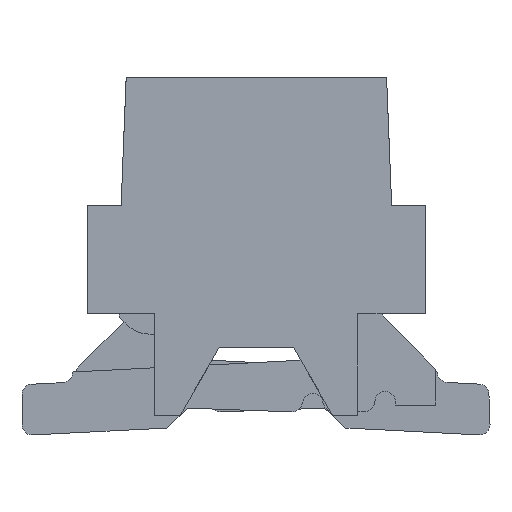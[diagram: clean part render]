
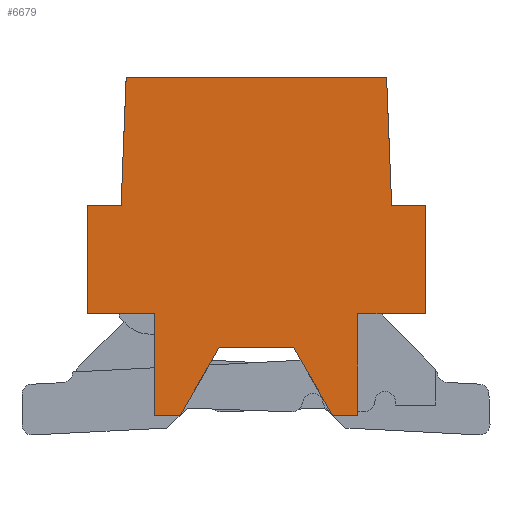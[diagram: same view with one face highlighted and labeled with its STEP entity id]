
A CAD part, left-side view. The second image highlights one B-rep face of the part: STEP entity #6679.
In plain terms, the highlighted planar face has unit normal (-1, 0, 0).
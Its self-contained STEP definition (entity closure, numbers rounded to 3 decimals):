
#134=DIRECTION('',(0.,-0.039,-0.999));
#135=VECTOR('',#134,1.901);
#136=CARTESIAN_POINT('',(-6.045,-1.925,0.));
#137=LINE('',#136,#135);
#138=DIRECTION('',(0.,-1.,0.));
#139=VECTOR('',#138,0.5);
#140=CARTESIAN_POINT('',(-6.045,-2.,-1.9));
#141=LINE('',#140,#139);
#142=DIRECTION('',(0.,0.,-1.));
#143=VECTOR('',#142,1.6);
#144=CARTESIAN_POINT('',(-6.045,-2.5,-1.9));
#145=LINE('',#144,#143);
#146=DIRECTION('',(0.,1.,0.));
#147=VECTOR('',#146,1.);
#148=CARTESIAN_POINT('',(-6.045,-2.5,-3.5));
#149=LINE('',#148,#147);
#150=DIRECTION('',(0.,0.,-1.));
#151=VECTOR('',#150,1.5);
#152=CARTESIAN_POINT('',(-6.045,-1.5,-3.5));
#153=LINE('',#152,#151);
#154=DIRECTION('',(0.,1.,0.));
#155=VECTOR('',#154,0.373);
#156=CARTESIAN_POINT('',(-6.045,-1.5,-5.));
#157=LINE('',#156,#155);
#158=DIRECTION('',(0.,0.5,0.866));
#159=VECTOR('',#158,1.155);
#160=CARTESIAN_POINT('',(-6.045,-1.127,-5.));
#161=LINE('',#160,#159);
#162=DIRECTION('',(0.,1.,0.));
#163=VECTOR('',#162,1.1);
#164=CARTESIAN_POINT('',(-6.045,-0.55,-4.));
#165=LINE('',#164,#163);
#166=DIRECTION('',(0.,0.5,-0.866));
#167=VECTOR('',#166,1.155);
#168=CARTESIAN_POINT('',(-6.045,0.55,-4.));
#169=LINE('',#168,#167);
#170=DIRECTION('',(0.,1.,0.));
#171=VECTOR('',#170,0.373);
#172=CARTESIAN_POINT('',(-6.045,1.127,-5.));
#173=LINE('',#172,#171);
#174=DIRECTION('',(0.,0.,1.));
#175=VECTOR('',#174,1.5);
#176=CARTESIAN_POINT('',(-6.045,1.5,-5.));
#177=LINE('',#176,#175);
#178=DIRECTION('',(0.,1.,0.));
#179=VECTOR('',#178,1.);
#180=CARTESIAN_POINT('',(-6.045,1.5,-3.5));
#181=LINE('',#180,#179);
#182=DIRECTION('',(0.,0.,1.));
#183=VECTOR('',#182,1.6);
#184=CARTESIAN_POINT('',(-6.045,2.5,-3.5));
#185=LINE('',#184,#183);
#186=DIRECTION('',(0.,-1.,0.));
#187=VECTOR('',#186,0.5);
#188=CARTESIAN_POINT('',(-6.045,2.5,-1.9));
#189=LINE('',#188,#187);
#190=DIRECTION('',(0.,-0.039,0.999));
#191=VECTOR('',#190,1.901);
#192=CARTESIAN_POINT('',(-6.045,2.,-1.9));
#193=LINE('',#192,#191);
#194=DIRECTION('',(0.,-1.,0.));
#195=VECTOR('',#194,3.85);
#196=CARTESIAN_POINT('',(-6.045,1.925,0.));
#197=LINE('',#196,#195);
#5052=CARTESIAN_POINT('',(-6.045,-1.925,0.));
#5053=CARTESIAN_POINT('',(-6.045,-2.,-1.9));
#5054=VERTEX_POINT('',#5052);
#5055=VERTEX_POINT('',#5053);
#5056=CARTESIAN_POINT('',(-6.045,-2.5,-1.9));
#5057=VERTEX_POINT('',#5056);
#5058=CARTESIAN_POINT('',(-6.045,-2.5,-3.5));
#5059=VERTEX_POINT('',#5058);
#5060=CARTESIAN_POINT('',(-6.045,-1.5,-3.5));
#5061=VERTEX_POINT('',#5060);
#5062=CARTESIAN_POINT('',(-6.045,-1.5,-5.));
#5063=VERTEX_POINT('',#5062);
#5064=CARTESIAN_POINT('',(-6.045,-1.127,-5.));
#5065=VERTEX_POINT('',#5064);
#5066=CARTESIAN_POINT('',(-6.045,-0.55,-4.));
#5067=VERTEX_POINT('',#5066);
#5068=CARTESIAN_POINT('',(-6.045,0.55,-4.));
#5069=VERTEX_POINT('',#5068);
#5070=CARTESIAN_POINT('',(-6.045,1.127,-5.));
#5071=VERTEX_POINT('',#5070);
#5072=CARTESIAN_POINT('',(-6.045,1.5,-5.));
#5073=VERTEX_POINT('',#5072);
#5074=CARTESIAN_POINT('',(-6.045,1.5,-3.5));
#5075=VERTEX_POINT('',#5074);
#5076=CARTESIAN_POINT('',(-6.045,2.5,-3.5));
#5077=VERTEX_POINT('',#5076);
#5078=CARTESIAN_POINT('',(-6.045,2.5,-1.9));
#5079=VERTEX_POINT('',#5078);
#5080=CARTESIAN_POINT('',(-6.045,2.,-1.9));
#5081=VERTEX_POINT('',#5080);
#5082=CARTESIAN_POINT('',(-6.045,1.925,0.));
#5083=VERTEX_POINT('',#5082);
#6640=CARTESIAN_POINT('',(-6.045,0.,0.));
#6641=DIRECTION('',(1.,0.,0.));
#6642=DIRECTION('',(0.,1.,0.));
#6643=AXIS2_PLACEMENT_3D('',#6640,#6641,#6642);
#6644=PLANE('',#6643);
#6646=ORIENTED_EDGE('',*,*,#6645,.T.);
#6648=ORIENTED_EDGE('',*,*,#6647,.T.);
#6650=ORIENTED_EDGE('',*,*,#6649,.T.);
#6652=ORIENTED_EDGE('',*,*,#6651,.T.);
#6654=ORIENTED_EDGE('',*,*,#6653,.T.);
#6656=ORIENTED_EDGE('',*,*,#6655,.T.);
#6658=ORIENTED_EDGE('',*,*,#6657,.T.);
#6660=ORIENTED_EDGE('',*,*,#6659,.T.);
#6662=ORIENTED_EDGE('',*,*,#6661,.T.);
#6664=ORIENTED_EDGE('',*,*,#6663,.T.);
#6666=ORIENTED_EDGE('',*,*,#6665,.T.);
#6668=ORIENTED_EDGE('',*,*,#6667,.T.);
#6670=ORIENTED_EDGE('',*,*,#6669,.T.);
#6672=ORIENTED_EDGE('',*,*,#6671,.T.);
#6674=ORIENTED_EDGE('',*,*,#6673,.T.);
#6676=ORIENTED_EDGE('',*,*,#6675,.T.);
#6677=EDGE_LOOP('',(#6646,#6648,#6650,#6652,#6654,#6656,#6658,#6660,#6662,#6664,
#6666,#6668,#6670,#6672,#6674,#6676));
#6678=FACE_OUTER_BOUND('',#6677,.F.);
#6645=EDGE_CURVE('',#5054,#5055,#137,.T.);
#6647=EDGE_CURVE('',#5055,#5057,#141,.T.);
#6649=EDGE_CURVE('',#5057,#5059,#145,.T.);
#6651=EDGE_CURVE('',#5059,#5061,#149,.T.);
#6653=EDGE_CURVE('',#5061,#5063,#153,.T.);
#6655=EDGE_CURVE('',#5063,#5065,#157,.T.);
#6657=EDGE_CURVE('',#5065,#5067,#161,.T.);
#6659=EDGE_CURVE('',#5067,#5069,#165,.T.);
#6661=EDGE_CURVE('',#5069,#5071,#169,.T.);
#6663=EDGE_CURVE('',#5071,#5073,#173,.T.);
#6665=EDGE_CURVE('',#5073,#5075,#177,.T.);
#6667=EDGE_CURVE('',#5075,#5077,#181,.T.);
#6669=EDGE_CURVE('',#5077,#5079,#185,.T.);
#6671=EDGE_CURVE('',#5079,#5081,#189,.T.);
#6673=EDGE_CURVE('',#5081,#5083,#193,.T.);
#6675=EDGE_CURVE('',#5083,#5054,#197,.T.);
#6679=ADVANCED_FACE('',(#6678),#6644,.F.);
